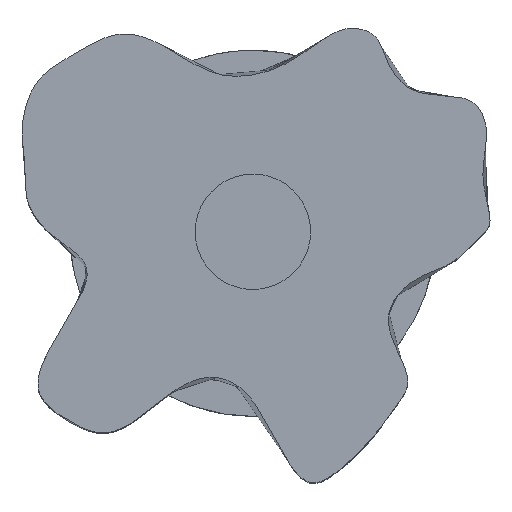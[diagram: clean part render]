
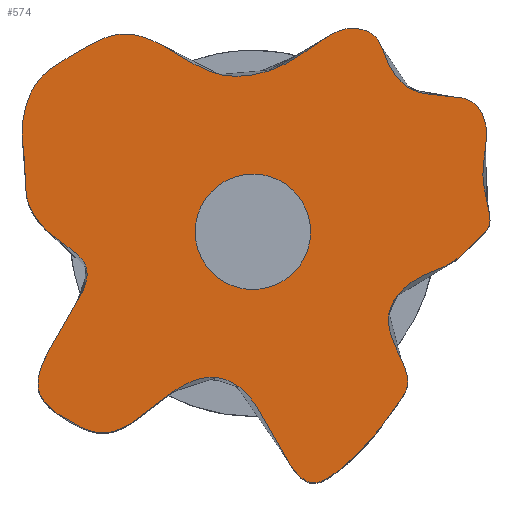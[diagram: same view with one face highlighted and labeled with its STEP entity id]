
A CAD part, top view. The second image highlights one B-rep face of the part: STEP entity #574.
In plain terms, the highlighted planar face has unit normal (0, 0, 1).
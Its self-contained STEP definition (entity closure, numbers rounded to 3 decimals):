
#574=ADVANCED_FACE($,(#745),#2446,.T.);
#745=FACE_OUTER_BOUND($,#916,.T.);
#916=EDGE_LOOP($,(#1089,#1090,#1091,#1092));
#1089=ORIENTED_EDGE($,*,*,#1832,.F.);
#1090=ORIENTED_EDGE($,*,*,#1830,.F.);
#1091=ORIENTED_EDGE($,*,*,#1829,.F.);
#1092=ORIENTED_EDGE($,*,*,#1827,.F.);
#1827=EDGE_CURVE($,#2212,#2213,#2461,.T.);
#1829=EDGE_CURVE($,#2213,#2215,#2463,.T.);
#1830=EDGE_CURVE($,#2215,#2217,#2464,.T.);
#1832=EDGE_CURVE($,#2217,#2212,#2466,.T.);
#2212=VERTEX_POINT($,#2929);
#2213=VERTEX_POINT($,#2930);
#2215=VERTEX_POINT($,#2932);
#2217=VERTEX_POINT($,#2934);
#2446=PLANE($,#2574);
#2461=B_SPLINE_CURVE_WITH_KNOTS($,3,(#2620,#2621,#2622,#2623,#2624,#2625,
#2626,#2627,#2628,#2629,#2630,#2631,#2632,#2633,#2634,#2635,#2636,#2637,
#2638,#2639,#2640,#2641),.UNSPECIFIED.,.F.,.F.,(4,1,1,1,1,1,1,1,1,1,1,1,
1,1,1,1,1,1,1,4),(0.,26.719,57.156,89.838,105.095,
136.476,170.679,194.204,222.372,252.614,
285.59,315.875,348.419,377.563,413.902,
434.154,459.083,498.677,538.813,546.085),
.UNSPECIFIED.);
#2463=B_SPLINE_CURVE_WITH_KNOTS($,3,(#2666,#2667,#2668,#2669,#2670,#2671),
.UNSPECIFIED.,.F.,.F.,(4,1,1,4),(546.085,565.274,583.139,
599.509),.UNSPECIFIED.);
#2464=B_SPLINE_CURVE_WITH_KNOTS($,3,(#2672,#2673,#2674,#2675,#2676,#2677,
#2678,#2679,#2680,#2681,#2682,#2683,#2684,#2685,#2686,#2687,#2688,#2689,
#2690,#2691,#2692,#2693,#2694,#2695,#2696),.UNSPECIFIED.,.F.,.F.,(4,1,1,
1,1,1,1,1,1,1,1,1,1,1,1,1,1,1,1,1,1,1,4),(0.,8.735,45.832,
84.341,117.699,147.552,165.579,185.439,
211.777,239.686,259.536,273.875,308.823,
330.386,348.847,365.434,384.162,417.081,
445.943,478.275,498.723,516.577,562.23),
.UNSPECIFIED.);
#2466=B_SPLINE_CURVE_WITH_KNOTS($,3,(#2723,#2724,#2725,#2726,#2727),.UNSPECIFIED.,
.F.,.F.,(4,1,4),(562.23,576.923,599.766),.UNSPECIFIED.);
#2574=AXIS2_PLACEMENT_3D($,#2728,#2592,$);
#2592=DIRECTION($,(0.,0.,1.));
#2620=CARTESIAN_POINT($,(41.894,-178.231,640.));
#2621=CARTESIAN_POINT($,(34.294,-177.314,640.));
#2622=CARTESIAN_POINT($,(20.722,-157.558,640.));
#2623=CARTESIAN_POINT($,(9.052,-133.155,640.));
#2624=CARTESIAN_POINT($,(-5.936,-109.667,640.));
#2625=CARTESIAN_POINT($,(-31.703,-100.236,640.));
#2626=CARTESIAN_POINT($,(-58.642,-112.34,640.));
#2627=CARTESIAN_POINT($,(-78.625,-132.515,640.));
#2628=CARTESIAN_POINT($,(-105.883,-146.815,640.));
#2629=CARTESIAN_POINT($,(-131.703,-135.066,640.));
#2630=CARTESIAN_POINT($,(-159.808,-114.259,640.));
#2631=CARTESIAN_POINT($,(-143.595,-80.405,640.));
#2632=CARTESIAN_POINT($,(-127.833,-57.12,640.));
#2633=CARTESIAN_POINT($,(-109.917,-23.112,640.));
#2634=CARTESIAN_POINT($,(-143.207,-4.703,640.));
#2635=CARTESIAN_POINT($,(-162.714,17.947,640.));
#2636=CARTESIAN_POINT($,(-160.725,45.84,640.));
#2637=CARTESIAN_POINT($,(-166.428,72.92,640.));
#2638=CARTESIAN_POINT($,(-157.355,110.41,640.));
#2639=CARTESIAN_POINT($,(-130.664,124.113,640.));
#2640=CARTESIAN_POINT($,(-116.674,132.154,640.));
#2641=CARTESIAN_POINT($,(-114.52,133.328,640.));
#2666=CARTESIAN_POINT($,(-114.52,133.328,640.));
#2667=CARTESIAN_POINT($,(-108.836,136.426,640.));
#2668=CARTESIAN_POINT($,(-97.751,141.611,640.));
#2669=CARTESIAN_POINT($,(-79.37,139.671,640.));
#2670=CARTESIAN_POINT($,(-69.125,134.987,640.));
#2671=CARTESIAN_POINT($,(-64.361,132.399,640.));
#2672=CARTESIAN_POINT($,(-64.361,132.399,640.));
#2673=CARTESIAN_POINT($,(-61.82,131.018,640.));
#2674=CARTESIAN_POINT($,(-48.689,123.253,640.));
#2675=CARTESIAN_POINT($,(-24.813,107.3,640.));
#2676=CARTESIAN_POINT($,(14.005,112.098,640.));
#2677=CARTESIAN_POINT($,(41.583,130.506,640.));
#2678=CARTESIAN_POINT($,(64.243,147.615,640.));
#2679=CARTESIAN_POINT($,(89.639,141.119,640.));
#2680=CARTESIAN_POINT($,(94.426,118.817,640.));
#2681=CARTESIAN_POINT($,(110.484,97.319,640.));
#2682=CARTESIAN_POINT($,(136.026,97.278,640.));
#2683=CARTESIAN_POINT($,(157.947,94.101,640.));
#2684=CARTESIAN_POINT($,(169.322,71.781,640.));
#2685=CARTESIAN_POINT($,(161.379,47.924,640.));
#2686=CARTESIAN_POINT($,(165.145,24.069,640.));
#2687=CARTESIAN_POINT($,(171.347,3.888,640.));
#2688=CARTESIAN_POINT($,(156.022,-8.49,640.));
#2689=CARTESIAN_POINT($,(141.056,-25.186,640.));
#2690=CARTESIAN_POINT($,(113.981,-30.704,640.));
#2691=CARTESIAN_POINT($,(90.426,-57.986,640.));
#2692=CARTESIAN_POINT($,(102.503,-84.826,640.));
#2693=CARTESIAN_POINT($,(113.406,-107.478,640.));
#2694=CARTESIAN_POINT($,(96.188,-132.404,640.));
#2695=CARTESIAN_POINT($,(84.657,-147.677,640.));
#2696=CARTESIAN_POINT($,(73.745,-158.284,640.));
#2723=CARTESIAN_POINT($,(73.745,-158.284,640.));
#2724=CARTESIAN_POINT($,(70.232,-161.698,640.));
#2725=CARTESIAN_POINT($,(60.566,-170.321,640.));
#2726=CARTESIAN_POINT($,(48.388,-179.015,640.));
#2727=CARTESIAN_POINT($,(41.894,-178.231,640.));
#2728=CARTESIAN_POINT($,(-164.267,144.752,640.));
#2929=CARTESIAN_POINT($,(41.894,-178.231,640.));
#2930=CARTESIAN_POINT($,(-114.52,133.328,640.));
#2932=CARTESIAN_POINT($,(-64.361,132.399,640.));
#2934=CARTESIAN_POINT($,(73.745,-158.284,640.));
